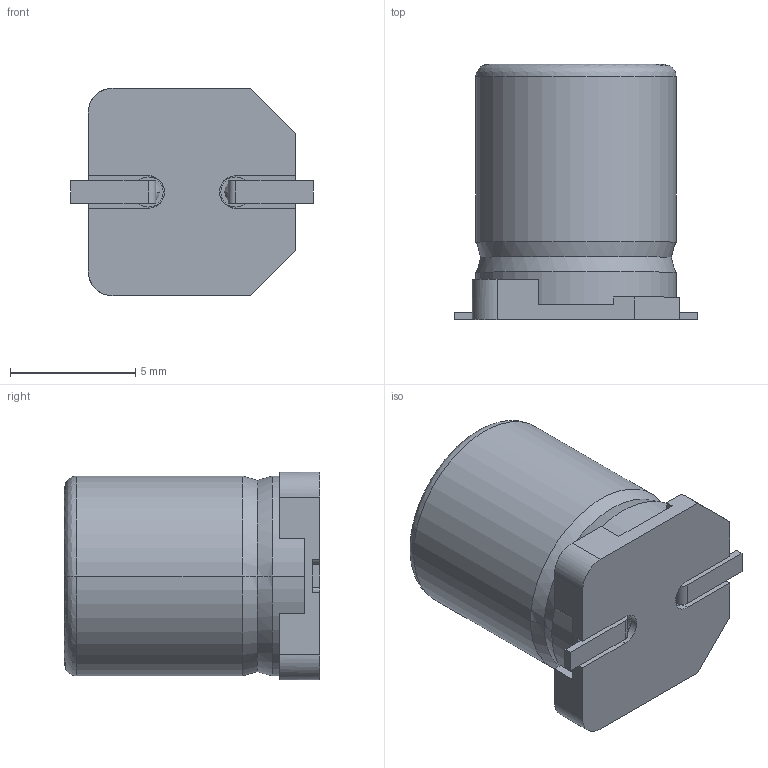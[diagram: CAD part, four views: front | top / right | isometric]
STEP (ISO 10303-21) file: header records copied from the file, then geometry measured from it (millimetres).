
FILE_DESCRIPTION(/* description */ (''),/* implementation_level */ '2;1');
FILE_NAME(/* name */ 'CAP_F',/* time_stamp */ '2020-06-30T13:05:01-04:00',/* author */ (''),/* organization */ (''),/* preprocessor_version */ 'ST-DEVELOPER v16.5',/* originating_system */ '',/* authorisation */ '');
FILE_SCHEMA (('AUTOMOTIVE_DESIGN'));
Length unit declared in the file: millimetre
Products named in the file (4): �W�i�8 SIZE CODE F; �W�SIZE CODE F-002; �W�SIZE CODE F-003; �W�SIZE CODE F-001
Assembly tree (4 placements, depth 2):
  �W�i�8 SIZE CODE F
    �W�SIZE CODE F-002
    �W�SIZE CODE F-003  x2
    �W�SIZE CODE F-001
Bounding box: 9.7 x 10.2 x 8.3 mm (x, y, z)
Volume: 525.4 mm3; surface area: 532.3 mm2
Topology: 4 solids, 4 shells, 89 faces, 225 edges, 140 vertices
Faces by surface type: bspline 89
Entity records: 4971 total; most frequent: CARTESIAN_POINT 2595, B_SPLINE_CURVE_WITH_KNOTS 431, ORIENTED_EDGE 358, PCURVE 358, DEFINITIONAL_REPRESENTATION 358, SURFACE_CURVE 179, EDGE_CURVE 179, VERTEX_POINT 114
